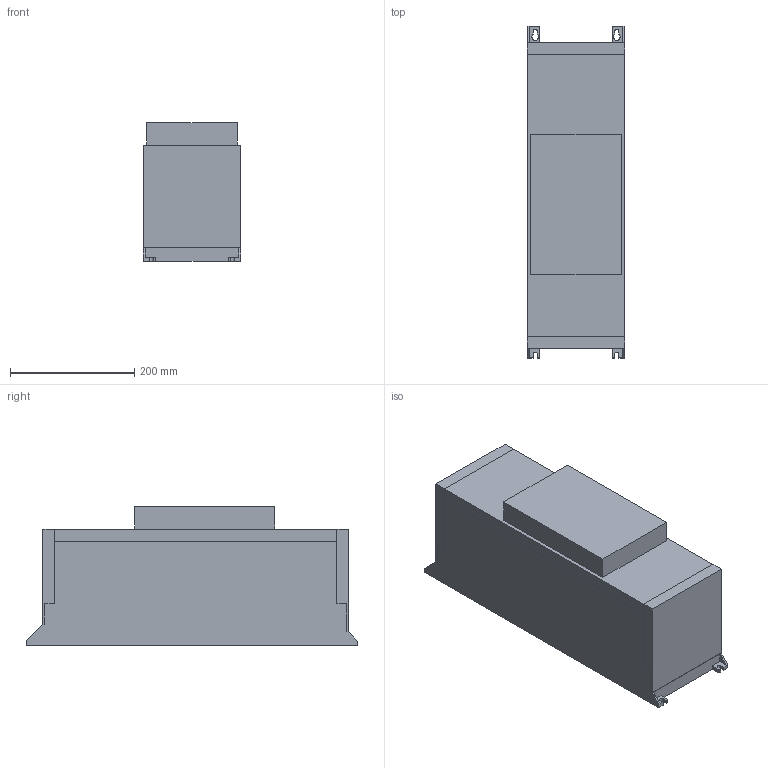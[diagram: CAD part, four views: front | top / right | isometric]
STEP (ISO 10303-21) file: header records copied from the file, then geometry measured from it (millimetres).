
FILE_DESCRIPTION((''),'2;1');
FILE_NAME('3d_51ADX0085B.stp','2012-10-03T12:59:47',(''),(''),'Mechanical Desktop 2011','Mechanical Desktop 2011',', , ');
FILE_SCHEMA(('CONFIG_CONTROL_DESIGN'));
Length unit declared in the file: millimetre
Products named in the file (1): Product
Bounding box: 157 x 534 x 223 mm (x, y, z)
Volume: 15633070.3 mm3; surface area: 749913.5 mm2
Topology: 5 solids, 5 shells, 78 faces, 224 edges, 173 vertices
Faces by surface type: plane 72, cylinder 6
Entity records: 2543 total; most frequent: CARTESIAN_POINT 448, DIRECTION 405, ORIENTED_EDGE 392, VECTOR 201, LINE 201, EDGE_CURVE 196, VERTEX_POINT 128, AXIS2_PLACEMENT_3D 102
